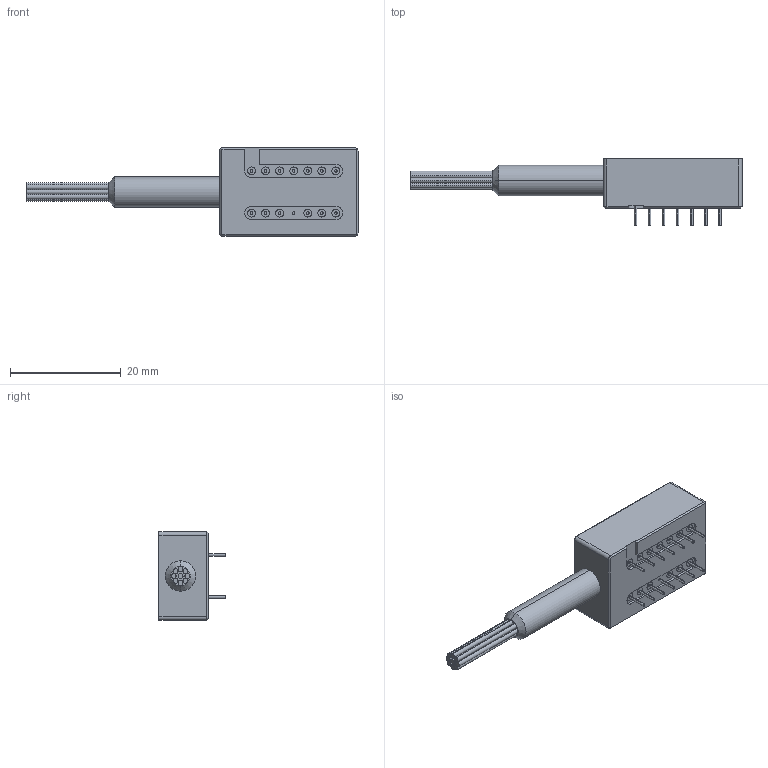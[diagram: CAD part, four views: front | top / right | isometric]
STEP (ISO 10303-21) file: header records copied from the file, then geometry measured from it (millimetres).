
FILE_DESCRIPTION (( 'STEP AP214' ), '1' );
FILE_NAME ('MS1 1x8 loose Tube.STEP', '2020-08-24T15:26:23', ( '' ), ( '' ), 'SwSTEP 2.0', 'SolidWorks 2010', '' );
FILE_SCHEMA (( 'AUTOMOTIVE_DESIGN' ));
Length unit declared in the file: millimetre
Products named in the file (4): Lid,22111; Housing,22110; MS1 1x8 loose Tube; 22082 End Cap for loose tube
Assembly tree (3 placements, depth 2):
  MS1 1x8 loose Tube
    Lid,22111
    Housing,22110
    22082 End Cap for loose tube
Bounding box: 60 x 12.15 x 16 mm (x, y, z)
Volume: 1528.5 mm3; surface area: 4096.7 mm2
Topology: 3 solids, 3 shells, 451 faces, 1065 edges, 706 vertices
Faces by surface type: plane 217, cylinder 154, bspline 68, cone 8, torus 4
Entity records: 21790 total; most frequent: CARTESIAN_POINT 8456, ORIENTED_EDGE 2130, DIRECTION 2031, EDGE_CURVE 1065, AXIS2_PLACEMENT_3D 713, VERTEX_POINT 706, VECTOR 605, LINE 605
